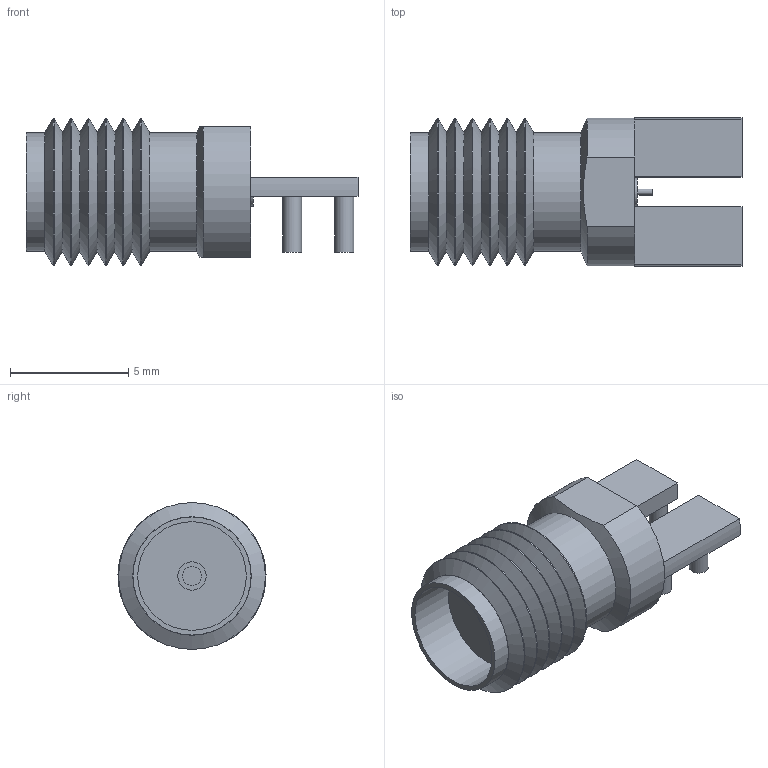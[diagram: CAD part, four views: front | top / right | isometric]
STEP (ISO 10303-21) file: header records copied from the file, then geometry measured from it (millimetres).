
FILE_DESCRIPTION(/* description */ (''),/* implementation_level */ '2;1');
FILE_NAME(/* name */ 'CINCH_142-0761-801.stp',/* time_stamp */ '2015-04-21T12:55:42+02:00',/* author */ ('admchouv'),/* organization */ (''),/* preprocessor_version */ 'ST-DEVELOPER v15.5',/* originating_system */ 'AutoCAD Mechanical',/* authorisation */ '');
FILE_SCHEMA (('AUTOMOTIVE_DESIGN { 1 0 10303 214 3 1 1 }'));
Length unit declared in the file: millimetre
Products named in the file (1): Product
Bounding box: 14.06 x 6.27 x 6.22 mm (x, y, z)
Volume: 225.1 mm3; surface area: 834.6 mm2
Topology: 13 solids, 13 shells, 72 faces, 121 edges, 76 vertices
Faces by surface type: plane 35, cylinder 24, cone 13
Full cylindrical faces by diameter (mm): 0.254 x1, 0.8 x5, 1.2 x4, 4.6 x2, 5 x2, 6.22 x6
Entity records: 1522 total; most frequent: DIRECTION 284, CARTESIAN_POINT 233, ORIENTED_EDGE 168, AXIS2_PLACEMENT_3D 129, EDGE_LOOP 114, EDGE_CURVE 84, FACE_OUTER_BOUND 72, VERTEX_POINT 72
